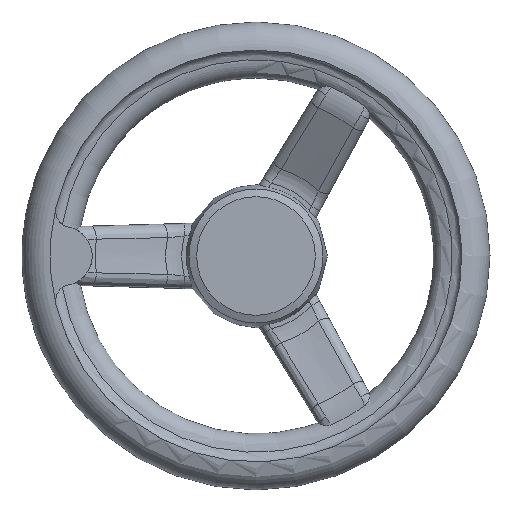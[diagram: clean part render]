
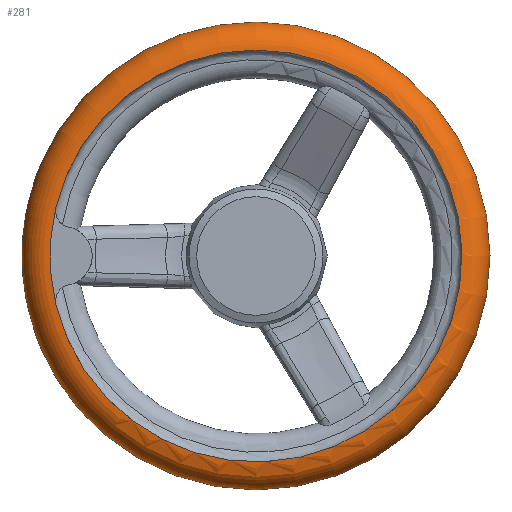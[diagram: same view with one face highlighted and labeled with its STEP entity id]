
A CAD part, left-side view. The second image highlights one B-rep face of the part: STEP entity #281.
In plain terms, the highlighted toroidal (fillet/blend) face has major radius 66 mm and minor radius 9 mm.
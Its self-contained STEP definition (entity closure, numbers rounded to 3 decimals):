
#168=TOROIDAL_SURFACE('',#1770,66.,9.);
#185=FACE_BOUND('',#498,.T.);
#186=FACE_BOUND('',#499,.T.);
#204=CIRCLE('',#1764,66.);
#205=CIRCLE('',#1766,66.);
#207=CIRCLE('',#1769,66.);
#281=ADVANCED_FACE('',(#185,#186),#168,.T.);
#498=EDGE_LOOP('',(#740,#741));
#499=EDGE_LOOP('',(#742));
#740=ORIENTED_EDGE('',*,*,#1419,.F.);
#741=ORIENTED_EDGE('',*,*,#1413,.F.);
#742=ORIENTED_EDGE('',*,*,#1415,.T.);
#1247=VERTEX_POINT('',#2666);
#1248=VERTEX_POINT('',#2668);
#1249=VERTEX_POINT('',#2679);
#1413=EDGE_CURVE('',#1247,#1248,#204,.T.);
#1415=EDGE_CURVE('',#1249,#1249,#205,.T.);
#1419=EDGE_CURVE('',#1248,#1247,#207,.T.);
#1764=AXIS2_PLACEMENT_3D('',#2667,#1929,#1930);
#1766=AXIS2_PLACEMENT_3D('',#2678,#1933,#1934);
#1769=AXIS2_PLACEMENT_3D('',#2692,#1939,#1940);
#1770=AXIS2_PLACEMENT_3D('',#2693,#1941,#1942);
#1929=DIRECTION('',(-1.,0.,0.));
#1930=DIRECTION('',(0.,0.,1.));
#1933=DIRECTION('',(-1.,0.,0.));
#1934=DIRECTION('',(0.,0.,1.));
#1939=DIRECTION('',(-1.,0.,0.));
#1940=DIRECTION('',(0.,0.,1.));
#1941=DIRECTION('',(-1.,0.,0.));
#1942=DIRECTION('',(0.,0.,1.));
#2666=CARTESIAN_POINT('',(360.856,232.169,-15.5));
#2667=CARTESIAN_POINT('',(360.856,168.015,0.));
#2668=CARTESIAN_POINT('',(360.856,232.169,15.5));
#2678=CARTESIAN_POINT('',(378.856,168.015,0.));
#2679=CARTESIAN_POINT('',(378.856,168.015,66.));
#2692=CARTESIAN_POINT('',(360.856,168.015,0.));
#2693=CARTESIAN_POINT('',(369.856,168.015,0.));
